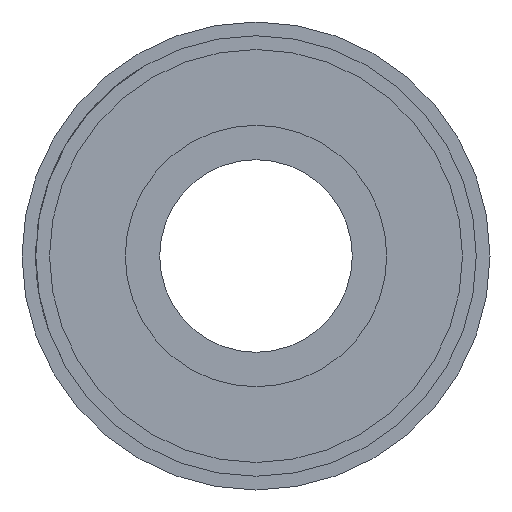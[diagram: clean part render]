
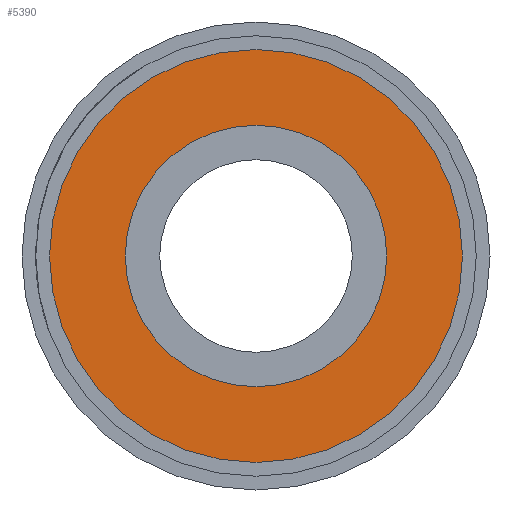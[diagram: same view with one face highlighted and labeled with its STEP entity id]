
A CAD part, left-side view. The second image highlights one B-rep face of the part: STEP entity #5390.
In plain terms, the highlighted planar face has unit normal (-1, 0, 0).
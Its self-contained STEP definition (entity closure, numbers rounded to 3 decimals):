
#26 = EDGE_LOOP ( 'NONE', ( #759, #5081 ) ) ;
#456 = CIRCLE ( 'NONE', #7588, 15. ) ;
#517 = DIRECTION ( 'NONE',  ( 0., 0., 1. ) ) ;
#564 = CARTESIAN_POINT ( 'NONE',  ( 0., 0., 0. ) ) ;
#759 = ORIENTED_EDGE ( 'NONE', *, *, #3320, .T. ) ;
#1186 = FACE_BOUND ( 'NONE', #3747, .T. ) ;
#1535 = CARTESIAN_POINT ( 'NONE',  ( 0., 0., 0. ) ) ;
#1863 = DIRECTION ( 'NONE',  ( 0., 0., -1. ) ) ;
#2182 = CIRCLE ( 'NONE', #7410, 15. ) ;
#2197 = AXIS2_PLACEMENT_3D ( 'NONE', #5291, #7371, #1863 ) ;
#2319 = CIRCLE ( 'NONE', #6116, 9.5 ) ;
#2518 = ORIENTED_EDGE ( 'NONE', *, *, #8999, .F. ) ;
#2588 = ORIENTED_EDGE ( 'NONE', *, *, #3282, .F. ) ;
#2977 = CARTESIAN_POINT ( 'NONE',  ( 0., 0., 9.5 ) ) ;
#3081 = DIRECTION ( 'NONE',  ( 0., 0., 1. ) ) ;
#3282 = EDGE_CURVE ( 'NONE', #8336, #4779, #2319, .T. ) ;
#3320 = EDGE_CURVE ( 'NONE', #5713, #4177, #2182, .T. ) ;
#3698 = CARTESIAN_POINT ( 'NONE',  ( 0., 0., -9.5 ) ) ;
#3747 = EDGE_LOOP ( 'NONE', ( #2518, #2588 ) ) ;
#4177 = VERTEX_POINT ( 'NONE', #6097 ) ;
#4238 = AXIS2_PLACEMENT_3D ( 'NONE', #6454, #8417, #5773 ) ;
#4313 = DIRECTION ( 'NONE',  ( 0., 0., 1. ) ) ;
#4445 = CARTESIAN_POINT ( 'NONE',  ( 0., 0., 0. ) ) ;
#4779 = VERTEX_POINT ( 'NONE', #2977 ) ;
#5008 = CARTESIAN_POINT ( 'NONE',  ( 0., 0., 15. ) ) ;
#5081 = ORIENTED_EDGE ( 'NONE', *, *, #6234, .T. ) ;
#5291 = CARTESIAN_POINT ( 'NONE',  ( 0., 0., 0. ) ) ;
#5390 = ADVANCED_FACE ( 'NONE', ( #1186, #8099 ), #6648, .F. ) ;
#5713 = VERTEX_POINT ( 'NONE', #5008 ) ;
#5773 = DIRECTION ( 'NONE',  ( 0., 0., 1. ) ) ;
#6097 = CARTESIAN_POINT ( 'NONE',  ( 0., 0., -15. ) ) ;
#6116 = AXIS2_PLACEMENT_3D ( 'NONE', #4445, #7217, #3081 ) ;
#6234 = EDGE_CURVE ( 'NONE', #4177, #5713, #456, .T. ) ;
#6406 = DIRECTION ( 'NONE',  ( -1., 0., 0. ) ) ;
#6454 = CARTESIAN_POINT ( 'NONE',  ( 0., 0., 0. ) ) ;
#6648 = PLANE ( 'NONE',  #2197 ) ;
#7217 = DIRECTION ( 'NONE',  ( -1., 0., 0. ) ) ;
#7371 = DIRECTION ( 'NONE',  ( 1., 0., 0. ) ) ;
#7410 = AXIS2_PLACEMENT_3D ( 'NONE', #1535, #6406, #4313 ) ;
#7588 = AXIS2_PLACEMENT_3D ( 'NONE', #564, #7627, #517 ) ;
#7627 = DIRECTION ( 'NONE',  ( -1., 0., 0. ) ) ;
#8099 = FACE_OUTER_BOUND ( 'NONE', #26, .T. ) ;
#8156 = CIRCLE ( 'NONE', #4238, 9.5 ) ;
#8336 = VERTEX_POINT ( 'NONE', #3698 ) ;
#8417 = DIRECTION ( 'NONE',  ( -1., 0., 0. ) ) ;
#8999 = EDGE_CURVE ( 'NONE', #4779, #8336, #8156, .T. ) ;
